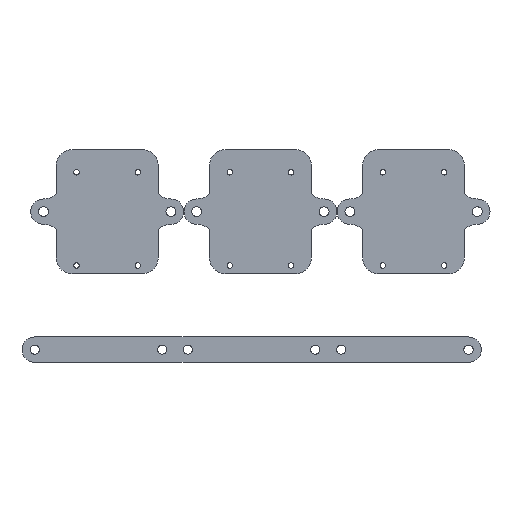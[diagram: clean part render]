
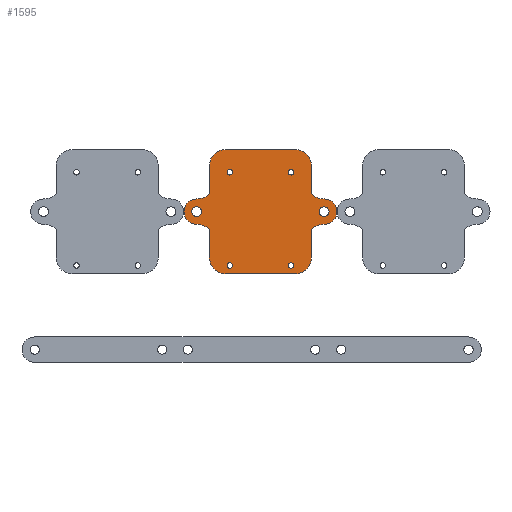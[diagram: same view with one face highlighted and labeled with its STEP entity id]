
A CAD part, top view. The second image highlights one B-rep face of the part: STEP entity #1595.
In plain terms, the highlighted planar face has unit normal (0, 0, 1).
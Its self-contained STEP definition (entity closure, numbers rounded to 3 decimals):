
#33=FACE_BOUND('',#240,.T.);
#34=FACE_BOUND('',#241,.T.);
#35=FACE_BOUND('',#242,.T.);
#36=FACE_BOUND('',#243,.T.);
#37=FACE_BOUND('',#244,.T.);
#38=FACE_BOUND('',#245,.T.);
#83=PLANE('',#1760);
#143=FACE_OUTER_BOUND('',#239,.T.);
#239=EDGE_LOOP('',(#1257,#1258,#1259,#1260,#1261,#1262,#1263,#1264,#1265,
#1266,#1267,#1268,#1269,#1270,#1271,#1272));
#240=EDGE_LOOP('',(#1273));
#241=EDGE_LOOP('',(#1274));
#242=EDGE_LOOP('',(#1275));
#243=EDGE_LOOP('',(#1276));
#244=EDGE_LOOP('',(#1277));
#245=EDGE_LOOP('',(#1278));
#358=LINE('',#2552,#474);
#362=LINE('',#2564,#478);
#366=LINE('',#2576,#482);
#372=LINE('',#2600,#488);
#376=LINE('',#2612,#492);
#380=LINE('',#2622,#496);
#474=VECTOR('',#2061,10.);
#478=VECTOR('',#2073,10.);
#482=VECTOR('',#2085,10.);
#488=VECTOR('',#2111,10.);
#492=VECTOR('',#2123,10.);
#496=VECTOR('',#2135,10.);
#577=CIRCLE('',#1707,1.7);
#579=CIRCLE('',#1710,1.7);
#581=CIRCLE('',#1713,1.7);
#583=CIRCLE('',#1716,3.1);
#585=CIRCLE('',#1719,1.7);
#587=CIRCLE('',#1722,3.1);
#590=CIRCLE('',#1726,11.873);
#592=CIRCLE('',#1729,8.);
#594=CIRCLE('',#1732,11.873);
#596=CIRCLE('',#1736,10.);
#598=CIRCLE('',#1740,10.);
#600=CIRCLE('',#1744,11.873);
#602=CIRCLE('',#1747,8.);
#604=CIRCLE('',#1750,11.873);
#606=CIRCLE('',#1754,10.);
#608=CIRCLE('',#1758,10.);
#701=VERTEX_POINT('',#2492);
#703=VERTEX_POINT('',#2498);
#705=VERTEX_POINT('',#2504);
#707=VERTEX_POINT('',#2510);
#709=VERTEX_POINT('',#2516);
#711=VERTEX_POINT('',#2522);
#715=VERTEX_POINT('',#2531);
#716=VERTEX_POINT('',#2533);
#718=VERTEX_POINT('',#2539);
#720=VERTEX_POINT('',#2545);
#722=VERTEX_POINT('',#2551);
#724=VERTEX_POINT('',#2557);
#726=VERTEX_POINT('',#2563);
#728=VERTEX_POINT('',#2569);
#730=VERTEX_POINT('',#2575);
#732=VERTEX_POINT('',#2581);
#734=VERTEX_POINT('',#2587);
#736=VERTEX_POINT('',#2593);
#738=VERTEX_POINT('',#2599);
#740=VERTEX_POINT('',#2605);
#742=VERTEX_POINT('',#2611);
#744=VERTEX_POINT('',#2617);
#875=EDGE_CURVE('',#701,#701,#577,.T.);
#878=EDGE_CURVE('',#703,#703,#579,.T.);
#881=EDGE_CURVE('',#705,#705,#581,.T.);
#884=EDGE_CURVE('',#707,#707,#583,.T.);
#887=EDGE_CURVE('',#709,#709,#585,.T.);
#890=EDGE_CURVE('',#711,#711,#587,.T.);
#895=EDGE_CURVE('',#716,#715,#590,.T.);
#898=EDGE_CURVE('',#718,#716,#592,.T.);
#901=EDGE_CURVE('',#720,#718,#594,.T.);
#904=EDGE_CURVE('',#722,#720,#358,.T.);
#907=EDGE_CURVE('',#724,#722,#596,.T.);
#910=EDGE_CURVE('',#726,#724,#362,.T.);
#913=EDGE_CURVE('',#728,#726,#598,.T.);
#916=EDGE_CURVE('',#730,#728,#366,.T.);
#919=EDGE_CURVE('',#732,#730,#600,.T.);
#922=EDGE_CURVE('',#734,#732,#602,.T.);
#925=EDGE_CURVE('',#736,#734,#604,.T.);
#928=EDGE_CURVE('',#738,#736,#372,.T.);
#931=EDGE_CURVE('',#740,#738,#606,.T.);
#934=EDGE_CURVE('',#742,#740,#376,.T.);
#937=EDGE_CURVE('',#744,#742,#608,.T.);
#940=EDGE_CURVE('',#715,#744,#380,.T.);
#1257=ORIENTED_EDGE('',*,*,#940,.T.);
#1258=ORIENTED_EDGE('',*,*,#937,.T.);
#1259=ORIENTED_EDGE('',*,*,#934,.T.);
#1260=ORIENTED_EDGE('',*,*,#931,.T.);
#1261=ORIENTED_EDGE('',*,*,#928,.T.);
#1262=ORIENTED_EDGE('',*,*,#925,.T.);
#1263=ORIENTED_EDGE('',*,*,#922,.T.);
#1264=ORIENTED_EDGE('',*,*,#919,.T.);
#1265=ORIENTED_EDGE('',*,*,#916,.T.);
#1266=ORIENTED_EDGE('',*,*,#913,.T.);
#1267=ORIENTED_EDGE('',*,*,#910,.T.);
#1268=ORIENTED_EDGE('',*,*,#907,.T.);
#1269=ORIENTED_EDGE('',*,*,#904,.T.);
#1270=ORIENTED_EDGE('',*,*,#901,.T.);
#1271=ORIENTED_EDGE('',*,*,#898,.T.);
#1272=ORIENTED_EDGE('',*,*,#895,.T.);
#1273=ORIENTED_EDGE('',*,*,#890,.T.);
#1274=ORIENTED_EDGE('',*,*,#887,.T.);
#1275=ORIENTED_EDGE('',*,*,#884,.T.);
#1276=ORIENTED_EDGE('',*,*,#881,.T.);
#1277=ORIENTED_EDGE('',*,*,#878,.T.);
#1278=ORIENTED_EDGE('',*,*,#875,.T.);
#1595=ADVANCED_FACE('',(#143,#33,#34,#35,#36,#37,#38),#83,.T.);
#1707=AXIS2_PLACEMENT_3D('',#2493,#1996,#1997);
#1710=AXIS2_PLACEMENT_3D('',#2499,#2003,#2004);
#1713=AXIS2_PLACEMENT_3D('',#2505,#2010,#2011);
#1716=AXIS2_PLACEMENT_3D('',#2511,#2017,#2018);
#1719=AXIS2_PLACEMENT_3D('',#2517,#2024,#2025);
#1722=AXIS2_PLACEMENT_3D('',#2523,#2031,#2032);
#1726=AXIS2_PLACEMENT_3D('',#2534,#2041,#2042);
#1729=AXIS2_PLACEMENT_3D('',#2540,#2048,#2049);
#1732=AXIS2_PLACEMENT_3D('',#2546,#2055,#2056);
#1736=AXIS2_PLACEMENT_3D('',#2558,#2067,#2068);
#1740=AXIS2_PLACEMENT_3D('',#2570,#2079,#2080);
#1744=AXIS2_PLACEMENT_3D('',#2582,#2091,#2092);
#1747=AXIS2_PLACEMENT_3D('',#2588,#2098,#2099);
#1750=AXIS2_PLACEMENT_3D('',#2594,#2105,#2106);
#1754=AXIS2_PLACEMENT_3D('',#2606,#2117,#2118);
#1758=AXIS2_PLACEMENT_3D('',#2618,#2129,#2130);
#1760=AXIS2_PLACEMENT_3D('',#2623,#2136,#2137);
#1996=DIRECTION('center_axis',(0.,0.,-1.));
#1997=DIRECTION('ref_axis',(1.,0.,0.));
#2003=DIRECTION('center_axis',(0.,0.,-1.));
#2004=DIRECTION('ref_axis',(1.,0.,0.));
#2010=DIRECTION('center_axis',(0.,0.,-1.));
#2011=DIRECTION('ref_axis',(1.,0.,0.));
#2017=DIRECTION('center_axis',(0.,0.,-1.));
#2018=DIRECTION('ref_axis',(1.,0.,0.));
#2024=DIRECTION('center_axis',(0.,0.,-1.));
#2025=DIRECTION('ref_axis',(1.,0.,0.));
#2031=DIRECTION('center_axis',(0.,0.,-1.));
#2032=DIRECTION('ref_axis',(1.,0.,0.));
#2041=DIRECTION('center_axis',(0.,0.,-1.));
#2042=DIRECTION('ref_axis',(-0.674,-0.739,0.));
#2048=DIRECTION('center_axis',(0.,0.,1.));
#2049=DIRECTION('ref_axis',(1.,0.,0.));
#2055=DIRECTION('center_axis',(0.,0.,-1.));
#2056=DIRECTION('ref_axis',(0.,1.,0.));
#2061=DIRECTION('',(0.,1.,0.));
#2067=DIRECTION('center_axis',(0.,0.,1.));
#2068=DIRECTION('ref_axis',(1.,0.,0.));
#2073=DIRECTION('',(1.,0.,0.));
#2079=DIRECTION('center_axis',(0.,0.,1.));
#2080=DIRECTION('ref_axis',(1.,0.,0.));
#2085=DIRECTION('',(0.,-1.,0.));
#2091=DIRECTION('center_axis',(0.,0.,-1.));
#2092=DIRECTION('ref_axis',(0.674,0.739,0.));
#2098=DIRECTION('center_axis',(0.,0.,1.));
#2099=DIRECTION('ref_axis',(1.,0.,0.));
#2105=DIRECTION('center_axis',(0.,0.,-1.));
#2106=DIRECTION('ref_axis',(0.,-1.,0.));
#2111=DIRECTION('',(0.,-1.,0.));
#2117=DIRECTION('center_axis',(0.,0.,1.));
#2118=DIRECTION('ref_axis',(1.,0.,0.));
#2123=DIRECTION('',(-1.,0.,0.));
#2129=DIRECTION('center_axis',(0.,0.,1.));
#2130=DIRECTION('ref_axis',(1.,0.,0.));
#2135=DIRECTION('',(0.,1.,0.));
#2136=DIRECTION('center_axis',(0.,0.,1.));
#2137=DIRECTION('ref_axis',(1.,0.,0.));
#2492=CARTESIAN_POINT('',(75.25,-33.8,4.));
#2493=CARTESIAN_POINT('Origin',(76.95,-33.8,4.));
#2498=CARTESIAN_POINT('',(113.75,24.7,4.));
#2499=CARTESIAN_POINT('Origin',(115.45,24.7,4.));
#2504=CARTESIAN_POINT('',(75.25,24.7,4.));
#2505=CARTESIAN_POINT('Origin',(76.95,24.7,4.));
#2510=CARTESIAN_POINT('',(133.1,0.,4.));
#2511=CARTESIAN_POINT('Origin',(136.2,0.,4.));
#2516=CARTESIAN_POINT('',(113.75,-33.8,4.));
#2517=CARTESIAN_POINT('Origin',(115.45,-33.8,4.));
#2522=CARTESIAN_POINT('',(53.1,0.,4.));
#2523=CARTESIAN_POINT('Origin',(56.2,0.,4.));
#2531=CARTESIAN_POINT('',(128.2,11.1,4.));
#2533=CARTESIAN_POINT('',(136.2,8.,4.));
#2534=CARTESIAN_POINT('Origin',(136.2,19.873,4.));
#2539=CARTESIAN_POINT('',(136.2,-8.,4.));
#2540=CARTESIAN_POINT('Origin',(136.2,0.,4.));
#2545=CARTESIAN_POINT('',(128.2,-11.1,4.));
#2546=CARTESIAN_POINT('Origin',(136.2,-19.873,4.));
#2551=CARTESIAN_POINT('',(128.2,-29.,4.));
#2552=CARTESIAN_POINT('',(128.2,39.,4.));
#2557=CARTESIAN_POINT('',(118.2,-39.,4.));
#2558=CARTESIAN_POINT('Origin',(118.2,-29.,4.));
#2563=CARTESIAN_POINT('',(74.2,-39.,4.));
#2564=CARTESIAN_POINT('',(128.2,-39.,4.));
#2569=CARTESIAN_POINT('',(64.2,-29.,4.));
#2570=CARTESIAN_POINT('Origin',(74.2,-29.,4.));
#2575=CARTESIAN_POINT('',(64.2,-11.1,4.));
#2576=CARTESIAN_POINT('',(64.2,-39.,4.));
#2581=CARTESIAN_POINT('',(56.2,-8.,4.));
#2582=CARTESIAN_POINT('Origin',(56.2,-19.873,4.));
#2587=CARTESIAN_POINT('',(56.2,8.,4.));
#2588=CARTESIAN_POINT('Origin',(56.2,0.,4.));
#2593=CARTESIAN_POINT('',(64.2,11.1,4.));
#2594=CARTESIAN_POINT('Origin',(56.2,19.873,4.));
#2599=CARTESIAN_POINT('',(64.2,29.,4.));
#2600=CARTESIAN_POINT('',(64.2,-39.,4.));
#2605=CARTESIAN_POINT('',(74.2,39.,4.));
#2606=CARTESIAN_POINT('Origin',(74.2,29.,4.));
#2611=CARTESIAN_POINT('',(118.2,39.,4.));
#2612=CARTESIAN_POINT('',(64.2,39.,4.));
#2617=CARTESIAN_POINT('',(128.2,29.,4.));
#2618=CARTESIAN_POINT('Origin',(118.2,29.,4.));
#2622=CARTESIAN_POINT('',(128.2,39.,4.));
#2623=CARTESIAN_POINT('Origin',(96.2,0.,4.));
